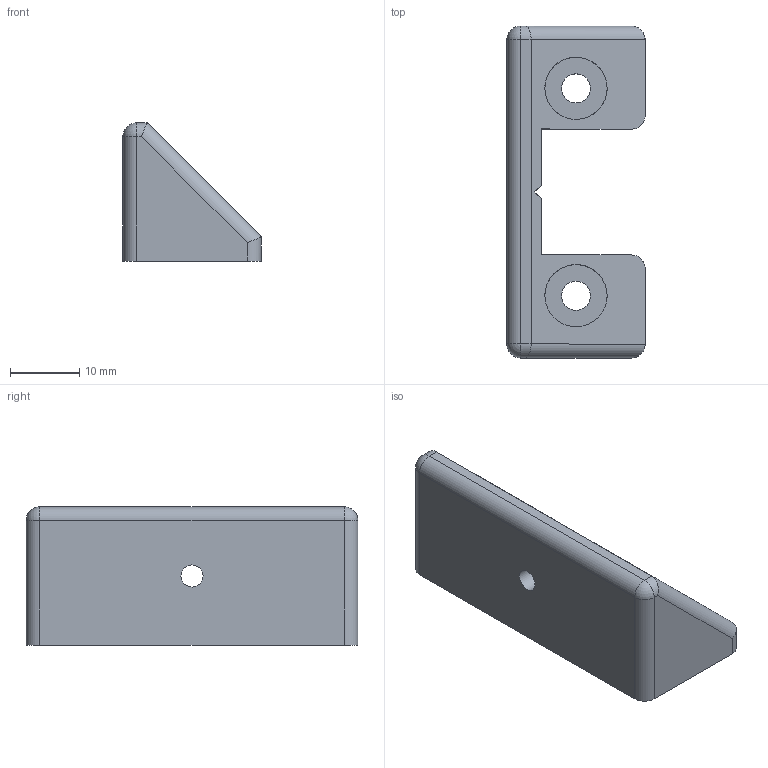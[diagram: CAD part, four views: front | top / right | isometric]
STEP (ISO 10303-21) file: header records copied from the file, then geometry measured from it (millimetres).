
FILE_DESCRIPTION(('FreeCAD Model'),'2;1');
FILE_NAME('y-motor-idler-x1.step', '2021-04-29T10:06:12',('Author'),(''), 'Open CASCADE STEP processor 7.3','FreeCAD','Unknown');
FILE_SCHEMA(('AUTOMOTIVE_DESIGN { 1 0 10303 214 1 1 1 1 }'));
Length unit declared in the file: millimetre
Products named in the file (1): motor-idler
Bounding box: 20 x 48 x 20 mm (x, y, z)
Volume: 8107.3 mm3; surface area: 4298.7 mm2
Topology: 1 solids, 1 shells, 36 faces, 90 edges, 55 vertices
Faces by surface type: plane 18, cylinder 16, sphere 2
Full cylindrical faces by diameter (mm): 3.2 x1, 4.2 x2, 9 x2
Entity records: 2343 total; most frequent: CARTESIAN_POINT 586, DIRECTION 314, ORIENTED_EDGE 176, PCURVE 176, DEFINITIONAL_REPRESENTATION 176, LINE 158, VECTOR 158, EDGE_CURVE 88
